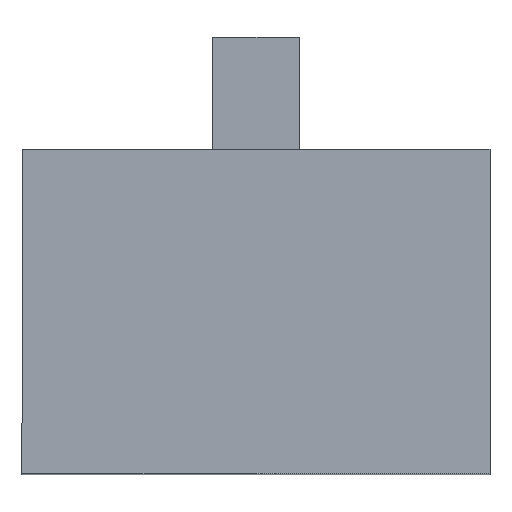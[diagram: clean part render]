
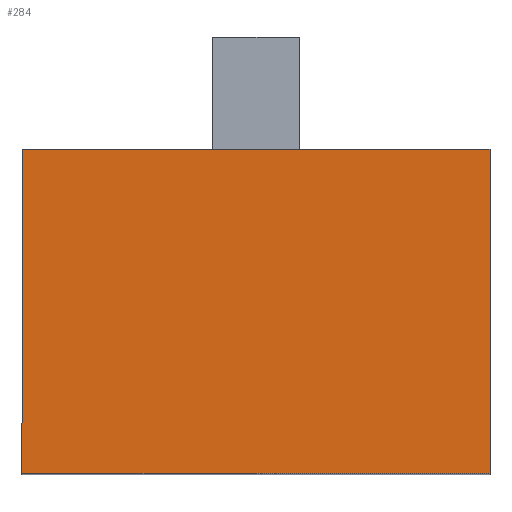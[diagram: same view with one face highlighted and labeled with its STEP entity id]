
A CAD part, top view. The second image highlights one B-rep face of the part: STEP entity #284.
In plain terms, the highlighted planar face has unit normal (0, 0, 1).
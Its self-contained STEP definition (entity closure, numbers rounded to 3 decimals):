
#248=AXIS2_PLACEMENT_3D('Plane Axis2P3D',#245,#246,#247) ;
#245=CARTESIAN_POINT('Axis2P3D Location',(0.,0.,28.)) ;
#250=CARTESIAN_POINT('Line Origine',(6.2,0.,28.)) ;
#254=CARTESIAN_POINT('Vertex',(0.,0.,28.)) ;
#256=CARTESIAN_POINT('Vertex',(12.4,0.,28.)) ;
#259=CARTESIAN_POINT('Line Origine',(12.4,4.3,28.)) ;
#263=CARTESIAN_POINT('Vertex',(12.4,8.6,28.)) ;
#266=CARTESIAN_POINT('Line Origine',(6.2,8.6,28.)) ;
#270=CARTESIAN_POINT('Vertex',(0.,8.6,28.)) ;
#273=CARTESIAN_POINT('Line Origine',(0.,4.3,28.)) ;
#246=DIRECTION('Axis2P3D Direction',(0.,0.,1.)) ;
#247=DIRECTION('Axis2P3D XDirection',(1.,0.,0.)) ;
#251=DIRECTION('Vector Direction',(1.,0.,0.)) ;
#260=DIRECTION('Vector Direction',(0.,1.,0.)) ;
#267=DIRECTION('Vector Direction',(-1.,0.,0.)) ;
#274=DIRECTION('Vector Direction',(0.,-1.,0.)) ;
#252=VECTOR('Line Direction',#251,1.) ;
#261=VECTOR('Line Direction',#260,1.) ;
#268=VECTOR('Line Direction',#267,1.) ;
#275=VECTOR('Line Direction',#274,1.) ;
#279=ORIENTED_EDGE('',*,*,#258,.T.) ;
#280=ORIENTED_EDGE('',*,*,#265,.T.) ;
#281=ORIENTED_EDGE('',*,*,#272,.T.) ;
#282=ORIENTED_EDGE('',*,*,#277,.T.) ;
#284=ADVANCED_FACE('Koerper.2',(#283),#249,.T.) ;
#258=EDGE_CURVE('',#255,#257,#253,.T.) ;
#265=EDGE_CURVE('',#257,#264,#262,.T.) ;
#272=EDGE_CURVE('',#264,#271,#269,.T.) ;
#277=EDGE_CURVE('',#271,#255,#276,.T.) ;
#278=EDGE_LOOP('',(#279,#280,#281,#282)) ;
#283=FACE_OUTER_BOUND('',#278,.T.) ;
#253=LINE('Line',#250,#252) ;
#262=LINE('Line',#259,#261) ;
#269=LINE('Line',#266,#268) ;
#276=LINE('Line',#273,#275) ;
#249=PLANE('',#248) ;
#255=VERTEX_POINT('',#254) ;
#257=VERTEX_POINT('',#256) ;
#264=VERTEX_POINT('',#263) ;
#271=VERTEX_POINT('',#270) ;
